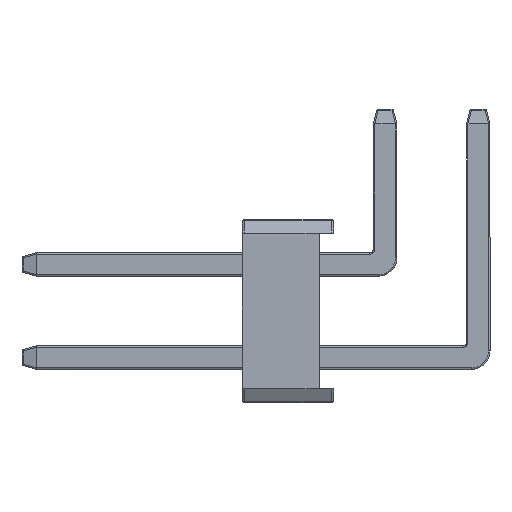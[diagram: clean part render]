
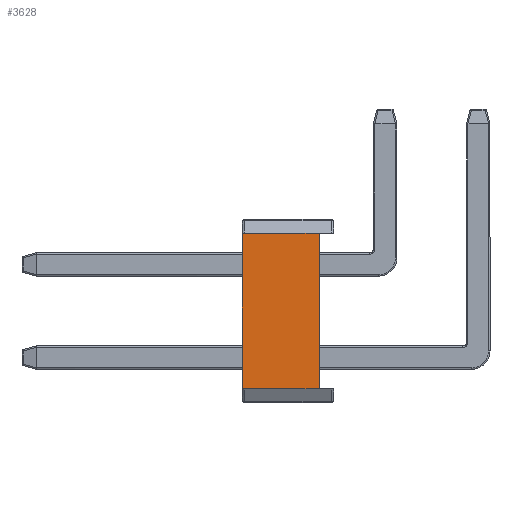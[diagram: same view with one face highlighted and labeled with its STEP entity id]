
A CAD part, left-side view. The second image highlights one B-rep face of the part: STEP entity #3628.
In plain terms, the highlighted planar face has unit normal (-1, 0, 0).
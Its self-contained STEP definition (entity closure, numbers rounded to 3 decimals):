
#673 = CIRCLE ( 'NONE', #4750, 0.07 ) ;
#3628 = ADVANCED_FACE ( 'NONE', ( #5414 ), #39750, .F. ) ;
#3925 = DIRECTION ( 'NONE',  ( 0., 0., 1. ) ) ;
#4524 = DIRECTION ( 'NONE',  ( -1., 0., 0. ) ) ;
#4750 = AXIS2_PLACEMENT_3D ( 'NONE', #10599, #36331, #14305 ) ;
#5040 = VERTEX_POINT ( 'NONE', #13768 ) ;
#5414 = FACE_OUTER_BOUND ( 'NONE', #14467, .T. ) ;
#5643 = CIRCLE ( 'NONE', #10998, 0.07 ) ;
#9032 = VECTOR ( 'NONE', #3925, 1000. ) ;
#9718 = VECTOR ( 'NONE', #17983, 1000. ) ;
#10113 = CARTESIAN_POINT ( 'NONE',  ( -19.05, 1.25, 2.125 ) ) ;
#10255 = EDGE_CURVE ( 'NONE', #5040, #17353, #15029, .T. ) ;
#10599 = CARTESIAN_POINT ( 'NONE',  ( -19.05, 1.18, -2.055 ) ) ;
#10998 = AXIS2_PLACEMENT_3D ( 'NONE', #26552, #4524, #30256 ) ;
#11459 = VERTEX_POINT ( 'NONE', #29889 ) ;
#13059 = VERTEX_POINT ( 'NONE', #45100 ) ;
#13159 = ORIENTED_EDGE ( 'NONE', *, *, #35755, .F. ) ;
#13768 = CARTESIAN_POINT ( 'NONE',  ( -19.05, 1.18, 2.125 ) ) ;
#14305 = DIRECTION ( 'NONE',  ( 0., 0., -1. ) ) ;
#14467 = EDGE_LOOP ( 'NONE', ( #35782, #29383, #21165, #13159, #35675, #34465 ) ) ;
#15029 = LINE ( 'NONE', #10113, #33438 ) ;
#17353 = VERTEX_POINT ( 'NONE', #17987 ) ;
#17983 = DIRECTION ( 'NONE',  ( 0., 0., -1. ) ) ;
#17987 = CARTESIAN_POINT ( 'NONE',  ( -19.05, -0.85, 2.125 ) ) ;
#18368 = EDGE_CURVE ( 'NONE', #5040, #13059, #5643, .T. ) ;
#18416 = CARTESIAN_POINT ( 'NONE',  ( -19.05, 1.25, -2.125 ) ) ;
#19121 = CARTESIAN_POINT ( 'NONE',  ( -19.05, 1.25, -2.055 ) ) ;
#20103 = CARTESIAN_POINT ( 'NONE',  ( -19.05, 1.25, -2.125 ) ) ;
#20258 = EDGE_CURVE ( 'NONE', #45252, #37036, #673, .T. ) ;
#21165 = ORIENTED_EDGE ( 'NONE', *, *, #47532, .T. ) ;
#21396 = DIRECTION ( 'NONE',  ( 1., 0., 0. ) ) ;
#23659 = EDGE_CURVE ( 'NONE', #45252, #13059, #38375, .T. ) ;
#25835 = VECTOR ( 'NONE', #45855, 1000. ) ;
#26552 = CARTESIAN_POINT ( 'NONE',  ( -19.05, 1.18, 2.055 ) ) ;
#29383 = ORIENTED_EDGE ( 'NONE', *, *, #20258, .T. ) ;
#29889 = CARTESIAN_POINT ( 'NONE',  ( -19.05, -0.85, -2.125 ) ) ;
#30256 = DIRECTION ( 'NONE',  ( 0., 0., -1. ) ) ;
#32286 = AXIS2_PLACEMENT_3D ( 'NONE', #43262, #21396, #47139 ) ;
#33438 = VECTOR ( 'NONE', #39542, 1000. ) ;
#34465 = ORIENTED_EDGE ( 'NONE', *, *, #18368, .T. ) ;
#35623 = LINE ( 'NONE', #20103, #25835 ) ;
#35675 = ORIENTED_EDGE ( 'NONE', *, *, #10255, .F. ) ;
#35755 = EDGE_CURVE ( 'NONE', #17353, #11459, #37918, .T. ) ;
#35782 = ORIENTED_EDGE ( 'NONE', *, *, #23659, .F. ) ;
#36331 = DIRECTION ( 'NONE',  ( -1., 0., 0. ) ) ;
#37036 = VERTEX_POINT ( 'NONE', #43104 ) ;
#37918 = LINE ( 'NONE', #40019, #9718 ) ;
#38375 = LINE ( 'NONE', #18416, #9032 ) ;
#39542 = DIRECTION ( 'NONE',  ( 0., -1., 0. ) ) ;
#39750 = PLANE ( 'NONE',  #32286 ) ;
#40019 = CARTESIAN_POINT ( 'NONE',  ( -19.05, -0.85, -2.125 ) ) ;
#43104 = CARTESIAN_POINT ( 'NONE',  ( -19.05, 1.18, -2.125 ) ) ;
#43262 = CARTESIAN_POINT ( 'NONE',  ( -19.05, 1.25, -2.125 ) ) ;
#45100 = CARTESIAN_POINT ( 'NONE',  ( -19.05, 1.25, 2.055 ) ) ;
#45252 = VERTEX_POINT ( 'NONE', #19121 ) ;
#45855 = DIRECTION ( 'NONE',  ( 0., -1., 0. ) ) ;
#47139 = DIRECTION ( 'NONE',  ( 0., 0., -1. ) ) ;
#47532 = EDGE_CURVE ( 'NONE', #37036, #11459, #35623, .T. ) ;
